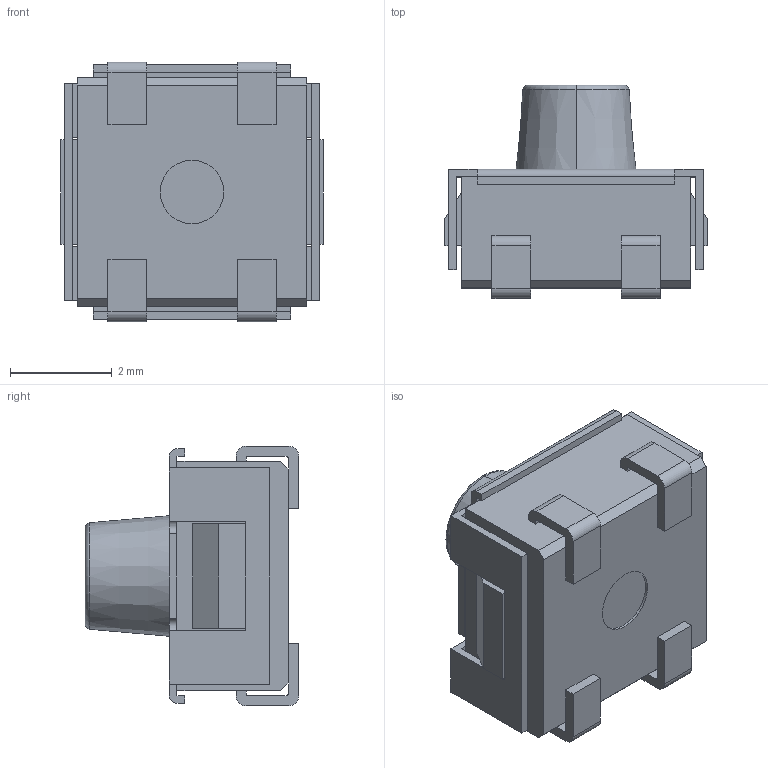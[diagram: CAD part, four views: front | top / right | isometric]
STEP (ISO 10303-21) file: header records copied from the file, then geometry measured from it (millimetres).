
FILE_DESCRIPTION (( 'STEP AP214' ), '1' );
FILE_NAME ('7914J-1-000E.STEP', '2022-06-14T13:26:47', ( '' ), ( '' ), 'SwSTEP 2.0', 'SolidWorks 2018', '' );
FILE_SCHEMA (( 'AUTOMOTIVE_DESIGN' ));
Length unit declared in the file: millimetre
Products named in the file (1): 7914J-1-000E
Bounding box: 5.14 x 4.19 x 5.1 mm (x, y, z)
Volume: 57.8 mm3; surface area: 177.5 mm2
Topology: 6 solids, 6 shells, 124 faces, 334 edges, 222 vertices
Faces by surface type: plane 94, cylinder 26, torus 2, cone 2
Entity records: 5317 total; most frequent: CARTESIAN_POINT 681, ORIENTED_EDGE 668, DIRECTION 644, EDGE_CURVE 334, LINE 274, VECTOR 274, VERTEX_POINT 222, AXIS2_PLACEMENT_3D 185
